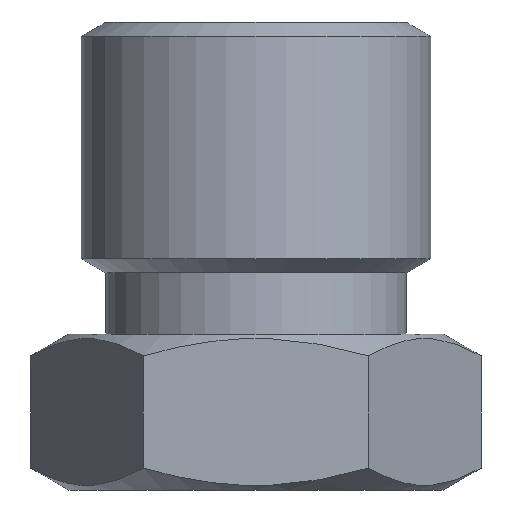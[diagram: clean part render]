
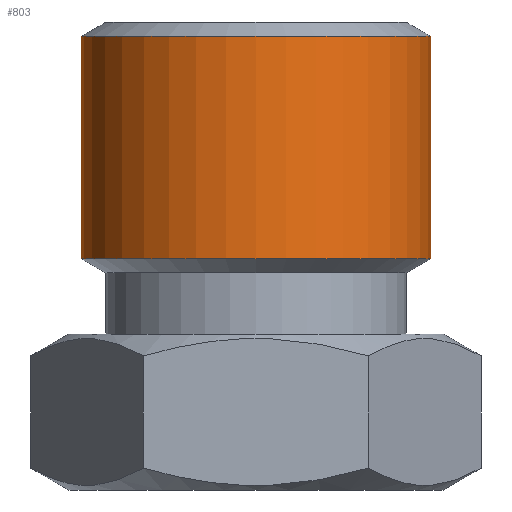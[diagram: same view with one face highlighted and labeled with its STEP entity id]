
A CAD part, front view. The second image highlights one B-rep face of the part: STEP entity #803.
In plain terms, the highlighted cylindrical face has radius 7.112 mm (diameter 14.224 mm), a partial arc.
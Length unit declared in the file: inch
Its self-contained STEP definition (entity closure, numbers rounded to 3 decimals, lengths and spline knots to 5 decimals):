
#346=CARTESIAN_POINT('',(0.,0.,0.37052));
#347=DIRECTION('',(0.,0.,1.));
#348=DIRECTION('',(-1.,0.,0.));
#349=AXIS2_PLACEMENT_3D('',#346,#347,#348);
#351=CARTESIAN_POINT('',(0.,0.,0.72691));
#352=DIRECTION('',(0.,0.,1.));
#353=DIRECTION('',(-1.,0.,0.));
#354=AXIS2_PLACEMENT_3D('',#351,#352,#353);
#356=DIRECTION('',(0.,0.,-1.));
#357=VECTOR('',#356,0.35639);
#358=CARTESIAN_POINT('',(-0.28,0.,0.72691));
#359=LINE('',#358,#357);
#360=DIRECTION('',(0.,0.,-1.));
#361=VECTOR('',#360,0.35639);
#362=CARTESIAN_POINT('',(0.28,0.,0.72691));
#363=LINE('',#362,#361);
#513=CARTESIAN_POINT('',(-0.28,0.,0.72691));
#514=CARTESIAN_POINT('',(-0.28,0.,0.37052));
#515=VERTEX_POINT('',#513);
#516=VERTEX_POINT('',#514);
#521=CARTESIAN_POINT('',(0.28,0.,0.72691));
#522=CARTESIAN_POINT('',(0.28,0.,0.37052));
#523=VERTEX_POINT('',#521);
#524=VERTEX_POINT('',#522);
#789=CARTESIAN_POINT('',(0.,0.,-0.0375));
#790=DIRECTION('',(0.,0.,1.));
#791=DIRECTION('',(-1.,0.,0.));
#792=AXIS2_PLACEMENT_3D('',#789,#790,#791);
#793=CYLINDRICAL_SURFACE('',#792,0.28);
#795=ORIENTED_EDGE('',*,*,#794,.F.);
#797=ORIENTED_EDGE('',*,*,#796,.T.);
#799=ORIENTED_EDGE('',*,*,#798,.T.);
#800=ORIENTED_EDGE('',*,*,#782,.F.);
#801=EDGE_LOOP('',(#795,#797,#799,#800));
#802=FACE_OUTER_BOUND('',#801,.F.);
#350=CIRCLE('',#349,0.28);
#355=CIRCLE('',#354,0.28);
#782=EDGE_CURVE('',#516,#524,#350,.T.);
#794=EDGE_CURVE('',#515,#516,#359,.T.);
#796=EDGE_CURVE('',#515,#523,#355,.T.);
#798=EDGE_CURVE('',#523,#524,#363,.T.);
#803=ADVANCED_FACE('',(#802),#793,.T.);
